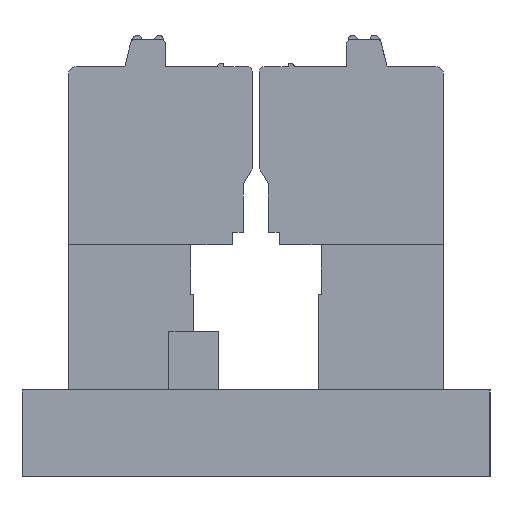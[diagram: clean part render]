
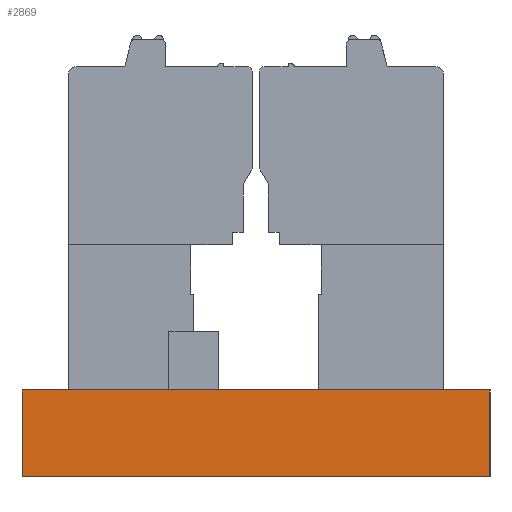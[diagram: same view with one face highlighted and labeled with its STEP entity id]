
A CAD part, left-side view. The second image highlights one B-rep face of the part: STEP entity #2869.
In plain terms, the highlighted planar face has unit normal (-1, 0, 0).
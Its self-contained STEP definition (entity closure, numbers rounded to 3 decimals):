
#1560=FACE_OUTER_BOUND('',#5987,.T.);
#2869=ADVANCED_FACE('',(#1560),#4190,.F.);
#4190=PLANE('',#27452);
#5987=EDGE_LOOP('',(#7580,#7581,#7582,#7583));
#7580=ORIENTED_EDGE('',*,*,#17565,.F.);
#7581=ORIENTED_EDGE('',*,*,#17556,.F.);
#7582=ORIENTED_EDGE('',*,*,#17561,.T.);
#7583=ORIENTED_EDGE('',*,*,#17567,.T.);
#15048=VERTEX_POINT('',#36756);
#15049=VERTEX_POINT('',#36757);
#15053=VERTEX_POINT('',#36766);
#15054=VERTEX_POINT('',#36771);
#17556=EDGE_CURVE('',#15048,#15049,#21244,.T.);
#17561=EDGE_CURVE('',#15048,#15053,#21249,.T.);
#17565=EDGE_CURVE('',#15049,#15054,#21253,.T.);
#17567=EDGE_CURVE('',#15053,#15054,#21255,.T.);
#21244=LINE('',#36755,#24401);
#21249=LINE('',#36767,#24406);
#21253=LINE('',#36774,#24410);
#21255=LINE('',#36778,#24412);
#24401=VECTOR('',#29420,1.);
#24406=VECTOR('',#29427,1.);
#24410=VECTOR('',#29433,1.);
#24412=VECTOR('',#29439,1.);
#27452=AXIS2_PLACEMENT_3D('',#36779,#29440,#29441);
#29420=DIRECTION('',(0.,-1.,0.));
#29427=DIRECTION('',(0.,0.,-1.));
#29433=DIRECTION('',(0.,0.,-1.));
#29439=DIRECTION('',(0.,-1.,0.));
#29440=DIRECTION('',(1.,0.,0.));
#29441=DIRECTION('',(0.,0.,1.));
#36755=CARTESIAN_POINT('',(-5.1,11.,0.7));
#36756=CARTESIAN_POINT('',(-5.1,11.1,0.7));
#36757=CARTESIAN_POINT('',(-5.1,-19.1,0.7));
#36766=CARTESIAN_POINT('',(-5.1,11.1,-4.9));
#36767=CARTESIAN_POINT('',(-5.1,11.1,0.2));
#36771=CARTESIAN_POINT('',(-5.1,-19.1,-4.9));
#36774=CARTESIAN_POINT('',(-5.1,-19.1,0.2));
#36778=CARTESIAN_POINT('',(-5.1,11.,-4.9));
#36779=CARTESIAN_POINT('',(-5.1,11.,0.2));
